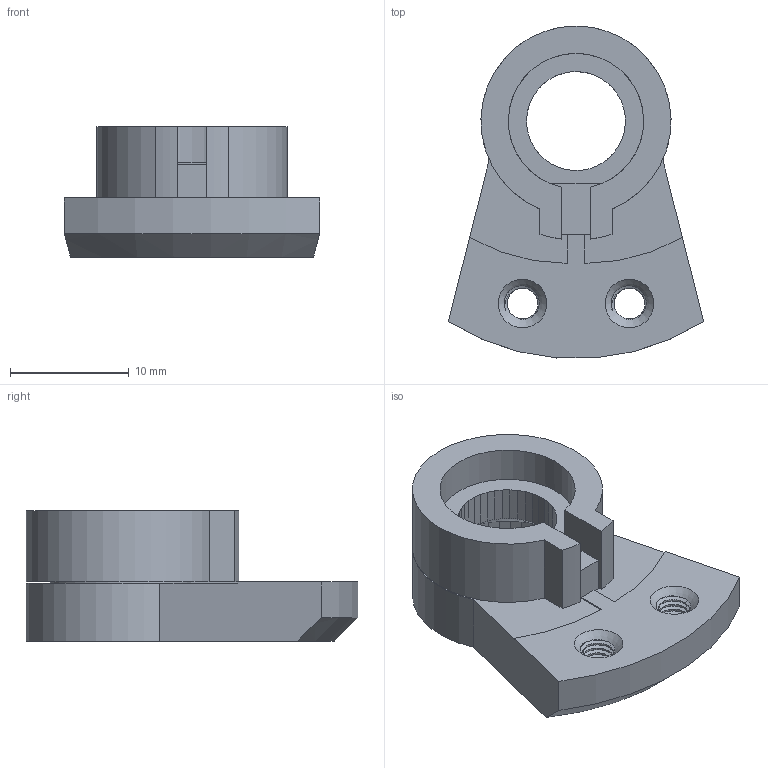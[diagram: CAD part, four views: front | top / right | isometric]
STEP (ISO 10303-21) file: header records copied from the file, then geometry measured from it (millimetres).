
FILE_DESCRIPTION(('FreeCAD Model'),'2;1');
FILE_NAME('Open CASCADE Shape Model','2023-09-06T11:34:55',(''),(''), 'Open CASCADE STEP processor 7.6','FreeCAD','Unknown');
FILE_SCHEMA(('AUTOMOTIVE_DESIGN { 1 0 10303 214 1 1 1 1 }'));
Length unit declared in the file: millimetre
Products named in the file (1): Pad040005596
Bounding box: 21.5 x 27.93 x 11 mm (x, y, z)
Volume: 2320.4 mm3; surface area: 2112.8 mm2
Topology: 1 solids, 1 shells, 176 faces, 481 edges, 308 vertices
Faces by surface type: plane 100, bspline 60, cylinder 11, cone 5
Entity records: 24857 total; most frequent: CARTESIAN_POINT 16356, DIRECTION 1242, ORIENTED_EDGE 962, PCURVE 962, DEFINITIONAL_REPRESENTATION 962, LINE 760, VECTOR 760, EDGE_CURVE 481
